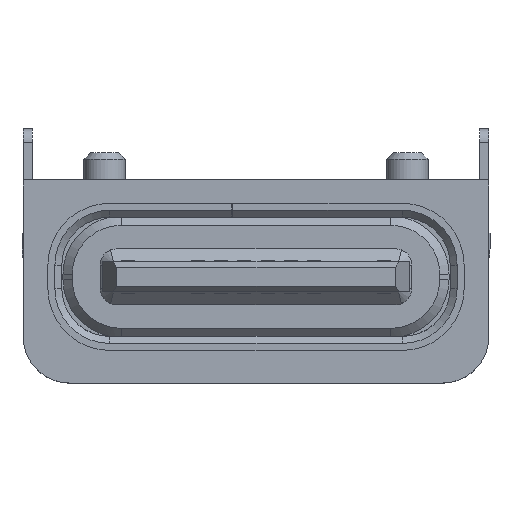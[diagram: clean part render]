
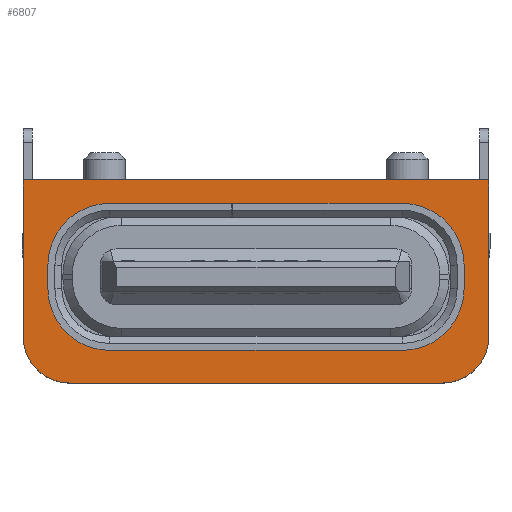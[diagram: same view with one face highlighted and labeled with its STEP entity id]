
A CAD part, front view. The second image highlights one B-rep face of the part: STEP entity #6807.
In plain terms, the highlighted planar face has unit normal (0, -1, 0).
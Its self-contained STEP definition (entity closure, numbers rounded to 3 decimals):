
#1290=CARTESIAN_POINT('',(4.1,1.85,-1.33));
#1291=DIRECTION('',(0.,1.,0.));
#1292=DIRECTION('',(1.,0.,0.));
#1293=AXIS2_PLACEMENT_3D('',#1290,#1291,#1292);
#1295=CARTESIAN_POINT('',(-3.9,1.85,-1.33));
#1296=DIRECTION('',(0.,1.,0.));
#1297=DIRECTION('',(0.,0.,-1.));
#1298=AXIS2_PLACEMENT_3D('',#1295,#1296,#1297);
#1300=DIRECTION('',(1.,0.,0.));
#1301=VECTOR('',#1300,10.);
#1302=CARTESIAN_POINT('',(-4.9,1.85,2.03));
#1303=LINE('',#1302,#1301);
#1304=DIRECTION('',(-1.,0.,0.));
#1305=VECTOR('',#1304,3.64);
#1306=CARTESIAN_POINT('',(3.24,1.85,1.53));
#1307=LINE('',#1306,#1305);
#1308=DIRECTION('',(0.,0.,1.));
#1309=VECTOR('',#1308,0.3);
#1310=CARTESIAN_POINT('',(-0.4,1.85,1.23));
#1311=LINE('',#1310,#1309);
#1312=DIRECTION('',(-1.,0.,0.));
#1313=VECTOR('',#1312,0.02);
#1314=CARTESIAN_POINT('',(-0.4,1.85,1.23));
#1315=LINE('',#1314,#1313);
#1316=DIRECTION('',(0.,0.,-1.));
#1317=VECTOR('',#1316,0.3);
#1318=CARTESIAN_POINT('',(-0.42,1.85,1.53));
#1319=LINE('',#1318,#1317);
#1320=DIRECTION('',(-1.,0.,0.));
#1321=VECTOR('',#1320,2.62);
#1322=CARTESIAN_POINT('',(-0.42,1.85,1.53));
#1323=LINE('',#1322,#1321);
#1324=CARTESIAN_POINT('',(-3.04,1.85,0.2));
#1325=DIRECTION('',(0.,-1.,0.));
#1326=DIRECTION('',(0.,0.,1.));
#1327=AXIS2_PLACEMENT_3D('',#1324,#1325,#1326);
#1329=DIRECTION('',(0.,0.,-1.));
#1330=VECTOR('',#1329,0.5);
#1331=CARTESIAN_POINT('',(-4.37,1.85,0.2));
#1332=LINE('',#1331,#1330);
#1333=CARTESIAN_POINT('',(-3.04,1.85,-0.3));
#1334=DIRECTION('',(0.,-1.,0.));
#1335=DIRECTION('',(-1.,0.,0.));
#1336=AXIS2_PLACEMENT_3D('',#1333,#1334,#1335);
#1338=DIRECTION('',(1.,0.,0.));
#1339=VECTOR('',#1338,6.28);
#1340=CARTESIAN_POINT('',(-3.04,1.85,-1.63));
#1341=LINE('',#1340,#1339);
#1342=CARTESIAN_POINT('',(3.24,1.85,-0.3));
#1343=DIRECTION('',(0.,-1.,0.));
#1344=DIRECTION('',(0.,0.,-1.));
#1345=AXIS2_PLACEMENT_3D('',#1342,#1343,#1344);
#1347=DIRECTION('',(0.,0.,1.));
#1348=VECTOR('',#1347,0.5);
#1349=CARTESIAN_POINT('',(4.57,1.85,-0.3));
#1350=LINE('',#1349,#1348);
#1351=CARTESIAN_POINT('',(3.24,1.85,0.2));
#1352=DIRECTION('',(0.,-1.,0.));
#1353=DIRECTION('',(1.,0.,0.));
#1354=AXIS2_PLACEMENT_3D('',#1351,#1352,#1353);
#1421=DIRECTION('',(0.,0.,1.));
#1422=VECTOR('',#1421,3.36);
#1423=CARTESIAN_POINT('',(5.1,1.85,-1.33));
#1424=LINE('',#1423,#1422);
#1433=DIRECTION('',(0.,0.,-1.));
#1434=VECTOR('',#1433,3.36);
#1435=CARTESIAN_POINT('',(-4.9,1.85,2.03));
#1436=LINE('',#1435,#1434);
#1445=DIRECTION('',(1.,0.,0.));
#1446=VECTOR('',#1445,8.);
#1447=CARTESIAN_POINT('',(-3.9,1.85,-2.33));
#1448=LINE('',#1447,#1446);
#3957=CARTESIAN_POINT('',(5.1,1.85,2.03));
#3958=VERTEX_POINT('',#3957);
#3959=CARTESIAN_POINT('',(-4.9,1.85,2.03));
#3960=VERTEX_POINT('',#3959);
#3985=CARTESIAN_POINT('',(-4.9,1.85,-1.33));
#3986=VERTEX_POINT('',#3985);
#3987=CARTESIAN_POINT('',(5.1,1.85,-1.33));
#3988=CARTESIAN_POINT('',(4.1,1.85,-2.33));
#3989=VERTEX_POINT('',#3987);
#3990=VERTEX_POINT('',#3988);
#3991=CARTESIAN_POINT('',(-3.9,1.85,-2.33));
#3992=VERTEX_POINT('',#3991);
#4233=CARTESIAN_POINT('',(3.24,1.85,1.53));
#4234=CARTESIAN_POINT('',(-0.4,1.85,1.53));
#4235=VERTEX_POINT('',#4233);
#4236=VERTEX_POINT('',#4234);
#4237=CARTESIAN_POINT('',(-0.4,1.85,1.23));
#4238=VERTEX_POINT('',#4237);
#4239=CARTESIAN_POINT('',(4.57,1.85,0.2));
#4240=VERTEX_POINT('',#4239);
#4241=CARTESIAN_POINT('',(4.57,1.85,-0.3));
#4242=VERTEX_POINT('',#4241);
#4243=CARTESIAN_POINT('',(3.24,1.85,-1.63));
#4244=VERTEX_POINT('',#4243);
#4245=CARTESIAN_POINT('',(-3.04,1.85,-1.63));
#4246=VERTEX_POINT('',#4245);
#4251=CARTESIAN_POINT('',(-0.42,1.85,1.53));
#4252=CARTESIAN_POINT('',(-3.04,1.85,1.53));
#4253=VERTEX_POINT('',#4251);
#4254=VERTEX_POINT('',#4252);
#4255=CARTESIAN_POINT('',(-0.42,1.85,1.23));
#4256=VERTEX_POINT('',#4255);
#4257=CARTESIAN_POINT('',(-4.37,1.85,0.2));
#4258=VERTEX_POINT('',#4257);
#4259=CARTESIAN_POINT('',(-4.37,1.85,-0.3));
#4260=VERTEX_POINT('',#4259);
#6764=CARTESIAN_POINT('',(0.,1.85,0.));
#6765=DIRECTION('',(0.,1.,0.));
#6766=DIRECTION('',(1.,0.,0.));
#6767=AXIS2_PLACEMENT_3D('',#6764,#6765,#6766);
#6768=PLANE('',#6767);
#6770=ORIENTED_EDGE('',*,*,#6769,.T.);
#6772=ORIENTED_EDGE('',*,*,#6771,.F.);
#6774=ORIENTED_EDGE('',*,*,#6773,.T.);
#6776=ORIENTED_EDGE('',*,*,#6775,.F.);
#6778=ORIENTED_EDGE('',*,*,#6777,.T.);
#6780=ORIENTED_EDGE('',*,*,#6779,.F.);
#6781=EDGE_LOOP('',(#6770,#6772,#6774,#6776,#6778,#6780));
#6782=FACE_OUTER_BOUND('',#6781,.F.);
#6784=ORIENTED_EDGE('',*,*,#6783,.T.);
#6785=ORIENTED_EDGE('',*,*,#6753,.F.);
#6786=ORIENTED_EDGE('',*,*,#6673,.T.);
#6788=ORIENTED_EDGE('',*,*,#6787,.F.);
#6790=ORIENTED_EDGE('',*,*,#6789,.T.);
#6792=ORIENTED_EDGE('',*,*,#6791,.T.);
#6794=ORIENTED_EDGE('',*,*,#6793,.T.);
#6796=ORIENTED_EDGE('',*,*,#6795,.T.);
#6798=ORIENTED_EDGE('',*,*,#6797,.T.);
#6800=ORIENTED_EDGE('',*,*,#6799,.T.);
#6802=ORIENTED_EDGE('',*,*,#6801,.T.);
#6804=ORIENTED_EDGE('',*,*,#6803,.T.);
#6805=EDGE_LOOP('',(#6784,#6785,#6786,#6788,#6790,#6792,#6794,#6796,#6798,#6800,
#6802,#6804));
#6806=FACE_BOUND('',#6805,.F.);
#6807=ADVANCED_FACE('',(#6782,#6806),#6768,.F.);
#1294=CIRCLE('',#1293,1.);
#1299=CIRCLE('',#1298,1.);
#1328=CIRCLE('',#1327,1.33);
#1337=CIRCLE('',#1336,1.33);
#1346=CIRCLE('',#1345,1.33);
#1355=CIRCLE('',#1354,1.33);
#6673=EDGE_CURVE('',#4238,#4256,#1315,.T.);
#6753=EDGE_CURVE('',#4238,#4236,#1311,.T.);
#6769=EDGE_CURVE('',#3989,#3990,#1294,.T.);
#6771=EDGE_CURVE('',#3992,#3990,#1448,.T.);
#6773=EDGE_CURVE('',#3992,#3986,#1299,.T.);
#6775=EDGE_CURVE('',#3960,#3986,#1436,.T.);
#6777=EDGE_CURVE('',#3960,#3958,#1303,.T.);
#6779=EDGE_CURVE('',#3989,#3958,#1424,.T.);
#6783=EDGE_CURVE('',#4235,#4236,#1307,.T.);
#6787=EDGE_CURVE('',#4253,#4256,#1319,.T.);
#6789=EDGE_CURVE('',#4253,#4254,#1323,.T.);
#6791=EDGE_CURVE('',#4254,#4258,#1328,.T.);
#6793=EDGE_CURVE('',#4258,#4260,#1332,.T.);
#6795=EDGE_CURVE('',#4260,#4246,#1337,.T.);
#6797=EDGE_CURVE('',#4246,#4244,#1341,.T.);
#6799=EDGE_CURVE('',#4244,#4242,#1346,.T.);
#6801=EDGE_CURVE('',#4242,#4240,#1350,.T.);
#6803=EDGE_CURVE('',#4240,#4235,#1355,.T.);
